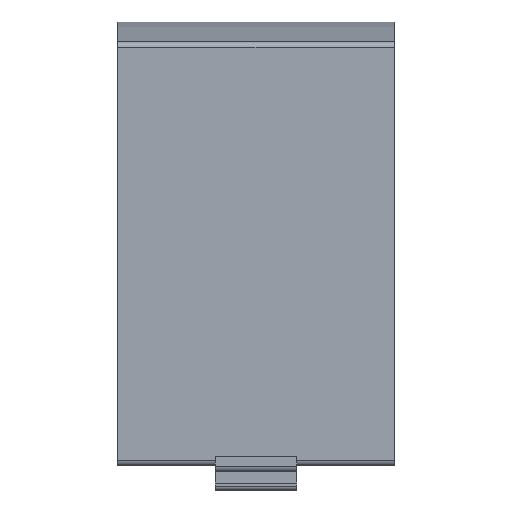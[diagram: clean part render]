
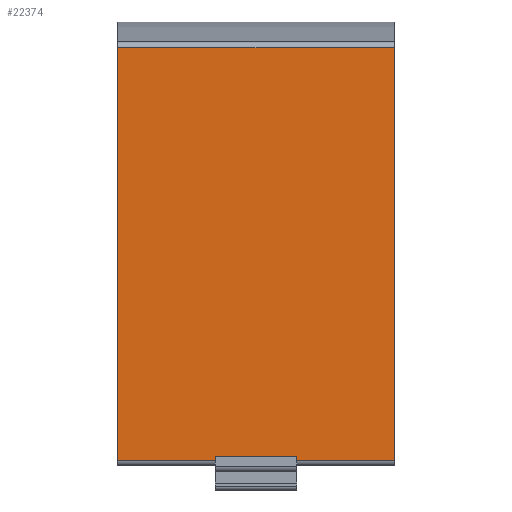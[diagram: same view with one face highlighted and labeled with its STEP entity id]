
A CAD part, front view. The second image highlights one B-rep face of the part: STEP entity #22374.
In plain terms, the highlighted planar face has unit normal (0, -1, 0).
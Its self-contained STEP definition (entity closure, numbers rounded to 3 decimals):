
#9410=CARTESIAN_POINT('',(0.,-62.25,111.927));
#9411=VERTEX_POINT('',#9410);
#9412=CARTESIAN_POINT('',(0.0,-62.25,1.008));
#9413=VERTEX_POINT('',#9412);
#9414=CARTESIAN_POINT('',(0.,-62.25,111.927));
#9415=DIRECTION('',(0.0,0.0,-1.0));
#9416=VECTOR('',#9415,110.919);
#9417=LINE('',#9414,#9416);
#9418=EDGE_CURVE('',#9411,#9413,#9417,.T.);
#22243=CARTESIAN_POINT('',(74.3,-62.25,1.008));
#22244=VERTEX_POINT('',#22243);
#22252=CARTESIAN_POINT('',(74.3,-62.25,1.008));
#22253=DIRECTION('',(-1.0,0.0,0.0));
#22254=VECTOR('',#22253,74.3);
#22255=LINE('',#22252,#22254);
#22256=EDGE_CURVE('',#22244,#9413,#22255,.T.);
#22351=CARTESIAN_POINT('',(11.3,-62.25,111.927));
#22352=DIRECTION('',(0.0,-1.0,0.0));
#22353=DIRECTION('',(1.0,0.0,0.0));
#22354=AXIS2_PLACEMENT_3D('',#22351,#22352,#22353);
#22355=PLANE('',#22354);
#22356=ORIENTED_EDGE('',*,*,#22256,.F.);
#22357=CARTESIAN_POINT('',(74.3,-62.25,111.927));
#22358=VERTEX_POINT('',#22357);
#22359=CARTESIAN_POINT('',(74.3,-62.25,1.008));
#22360=DIRECTION('',(0.0,0.0,1.0));
#22361=VECTOR('',#22360,110.919);
#22362=LINE('',#22359,#22361);
#22363=EDGE_CURVE('',#22244,#22358,#22362,.T.);
#22364=ORIENTED_EDGE('',*,*,#22363,.T.);
#22365=CARTESIAN_POINT('',(74.3,-62.25,111.927));
#22366=DIRECTION('',(-1.0,0.0,0.0));
#22367=VECTOR('',#22366,74.3);
#22368=LINE('',#22365,#22367);
#22369=EDGE_CURVE('',#22358,#9411,#22368,.T.);
#22370=ORIENTED_EDGE('',*,*,#22369,.T.);
#22371=ORIENTED_EDGE('',*,*,#9418,.T.);
#22372=EDGE_LOOP('',(#22356,#22364,#22370,#22371));
#22373=FACE_OUTER_BOUND('',#22372,.T.);
#22374=ADVANCED_FACE('',(#22373),#22355,.T.);
